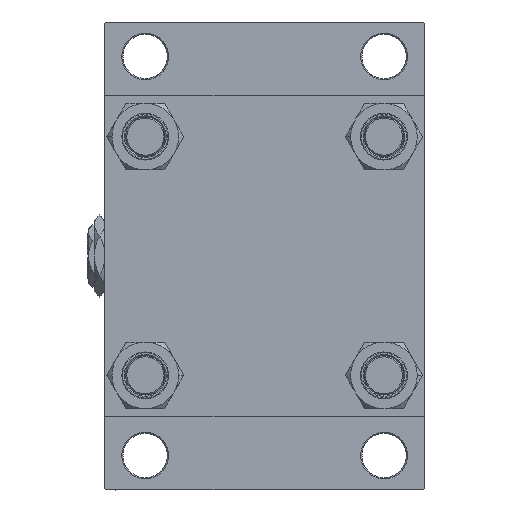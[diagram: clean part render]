
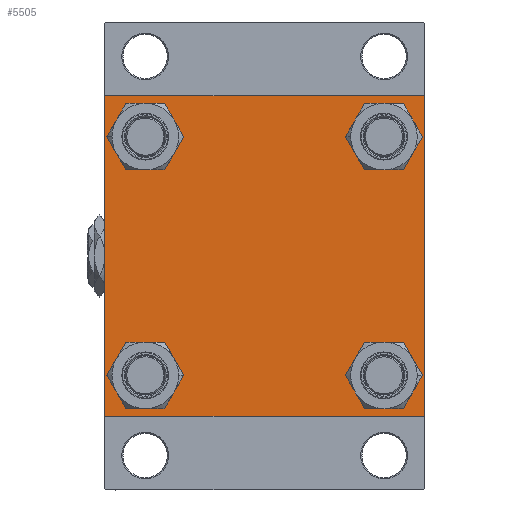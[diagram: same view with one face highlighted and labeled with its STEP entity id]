
A CAD part, left-side view. The second image highlights one B-rep face of the part: STEP entity #5505.
In plain terms, the highlighted planar face has unit normal (-1, 0, 0).
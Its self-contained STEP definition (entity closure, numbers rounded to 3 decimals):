
#146 = CARTESIAN_POINT ( 'NONE',  ( 0., -64.5, -65. ) ) ;
#293 = CARTESIAN_POINT ( 'NONE',  ( 0., -48.45, -48.45 ) ) ;
#306 = DIRECTION ( 'NONE',  ( 0., 0., 1. ) ) ;
#1925 = ORIENTED_EDGE ( 'NONE', *, *, #2969, .F. ) ;
#2476 = ORIENTED_EDGE ( 'NONE', *, *, #9884, .T. ) ;
#2969 = EDGE_CURVE ( 'NONE', #21867, #35791, #37065, .T. ) ;
#3356 = FACE_BOUND ( 'NONE', #15006, .T. ) ;
#3613 = FACE_BOUND ( 'NONE', #4881, .T. ) ;
#3632 = CARTESIAN_POINT ( 'NONE',  ( 0., 64.75, -64.75 ) ) ;
#3992 = DIRECTION ( 'NONE',  ( 0., 0., 1. ) ) ;
#4079 = CIRCLE ( 'NONE', #22670, 8.5 ) ;
#4084 = CARTESIAN_POINT ( 'NONE',  ( 0., -48.45, -56.95 ) ) ;
#4244 = CARTESIAN_POINT ( 'NONE',  ( 0., 48.45, -39.95 ) ) ;
#4446 = ORIENTED_EDGE ( 'NONE', *, *, #6427, .T. ) ;
#4625 = VERTEX_POINT ( 'NONE', #13800 ) ;
#4881 = EDGE_LOOP ( 'NONE', ( #7204, #38514 ) ) ;
#5481 = DIRECTION ( 'NONE',  ( 0., -1., 0. ) ) ;
#5505 = ADVANCED_FACE ( 'NONE', ( #10940, #3613, #26852, #3356, #49133 ), #34214, .T. ) ;
#6168 = CARTESIAN_POINT ( 'NONE',  ( 0., 48.45, -48.45 ) ) ;
#6215 = LINE ( 'NONE', #40637, #42215 ) ;
#6427 = EDGE_CURVE ( 'NONE', #28326, #35791, #15722, .T. ) ;
#7204 = ORIENTED_EDGE ( 'NONE', *, *, #26627, .T. ) ;
#7870 = DIRECTION ( 'NONE',  ( 0., 0., 1. ) ) ;
#9095 = CIRCLE ( 'NONE', #41430, 8.5 ) ;
#9167 = ORIENTED_EDGE ( 'NONE', *, *, #45900, .T. ) ;
#9265 = EDGE_CURVE ( 'NONE', #38863, #28326, #6215, .T. ) ;
#9884 = EDGE_CURVE ( 'NONE', #16789, #38863, #22829, .T. ) ;
#10250 = CARTESIAN_POINT ( 'NONE',  ( 0., -65., 65. ) ) ;
#10682 = CIRCLE ( 'NONE', #47739, 8.5 ) ;
#10940 = FACE_BOUND ( 'NONE', #42735, .T. ) ;
#11494 = LINE ( 'NONE', #26931, #41348 ) ;
#11941 = CARTESIAN_POINT ( 'NONE',  ( 0., 65., -64.5 ) ) ;
#11973 = CARTESIAN_POINT ( 'NONE',  ( 0., 64.5, 65. ) ) ;
#12026 = VERTEX_POINT ( 'NONE', #19145 ) ;
#12551 = CARTESIAN_POINT ( 'NONE',  ( 0., 48.45, 39.95 ) ) ;
#12556 = CARTESIAN_POINT ( 'NONE',  ( 0., 65., 65. ) ) ;
#13244 = DIRECTION ( 'NONE',  ( 0., 0.707, -0.707 ) ) ;
#13449 = CIRCLE ( 'NONE', #41746, 8.5 ) ;
#13462 = CARTESIAN_POINT ( 'NONE',  ( 0., 48.45, -56.95 ) ) ;
#13770 = VERTEX_POINT ( 'NONE', #25463 ) ;
#13800 = CARTESIAN_POINT ( 'NONE',  ( 0., -48.45, -39.95 ) ) ;
#13978 = LINE ( 'NONE', #12556, #35156 ) ;
#14000 = DIRECTION ( 'NONE',  ( 1., 0., 0. ) ) ;
#14328 = CARTESIAN_POINT ( 'NONE',  ( 0., 48.45, 56.95 ) ) ;
#14469 = DIRECTION ( 'NONE',  ( -1., 0., 0. ) ) ;
#14702 = CARTESIAN_POINT ( 'NONE',  ( 0., -48.45, 48.45 ) ) ;
#15006 = EDGE_LOOP ( 'NONE', ( #40334, #27783 ) ) ;
#15342 = DIRECTION ( 'NONE',  ( 1., 0., 0. ) ) ;
#15576 = ORIENTED_EDGE ( 'NONE', *, *, #9265, .T. ) ;
#15722 = LINE ( 'NONE', #31164, #21896 ) ;
#15915 = DIRECTION ( 'NONE',  ( 0., 0., 1. ) ) ;
#16078 = VECTOR ( 'NONE', #18342, 1000. ) ;
#16356 = CARTESIAN_POINT ( 'NONE',  ( 0., 48.45, 48.45 ) ) ;
#16789 = VERTEX_POINT ( 'NONE', #11941 ) ;
#17076 = CIRCLE ( 'NONE', #39705, 8.5 ) ;
#18342 = DIRECTION ( 'NONE',  ( 0., 0., -1. ) ) ;
#18605 = EDGE_CURVE ( 'NONE', #12026, #16789, #13978, .T. ) ;
#18621 = CARTESIAN_POINT ( 'NONE',  ( 0., 65., 65. ) ) ;
#19005 = EDGE_CURVE ( 'NONE', #40518, #4625, #23052, .T. ) ;
#19145 = CARTESIAN_POINT ( 'NONE',  ( 0., 65., 64.5 ) ) ;
#19251 = CARTESIAN_POINT ( 'NONE',  ( 0., 0., 0. ) ) ;
#19492 = CARTESIAN_POINT ( 'NONE',  ( 0., -48.45, -48.45 ) ) ;
#20821 = LINE ( 'NONE', #28165, #41715 ) ;
#21070 = VERTEX_POINT ( 'NONE', #42578 ) ;
#21587 = DIRECTION ( 'NONE',  ( 0., 0., 1. ) ) ;
#21867 = VERTEX_POINT ( 'NONE', #29950 ) ;
#21896 = VECTOR ( 'NONE', #27350, 1000. ) ;
#22189 = CARTESIAN_POINT ( 'NONE',  ( 0., 48.45, -48.45 ) ) ;
#22428 = ORIENTED_EDGE ( 'NONE', *, *, #33124, .F. ) ;
#22437 = DIRECTION ( 'NONE',  ( 0., 0., 1. ) ) ;
#22670 = AXIS2_PLACEMENT_3D ( 'NONE', #22189, #15342, #22437 ) ;
#22829 = LINE ( 'NONE', #3632, #23625 ) ;
#22919 = ORIENTED_EDGE ( 'NONE', *, *, #41599, .T. ) ;
#23052 = CIRCLE ( 'NONE', #32752, 8.5 ) ;
#23122 = DIRECTION ( 'NONE',  ( 0., 0.707, 0.707 ) ) ;
#23625 = VECTOR ( 'NONE', #38271, 1000. ) ;
#24150 = ORIENTED_EDGE ( 'NONE', *, *, #28355, .T. ) ;
#24749 = EDGE_CURVE ( 'NONE', #21070, #13770, #25094, .T. ) ;
#25084 = EDGE_CURVE ( 'NONE', #33882, #31785, #4079, .T. ) ;
#25094 = CIRCLE ( 'NONE', #33179, 8.5 ) ;
#25463 = CARTESIAN_POINT ( 'NONE',  ( 0., -48.45, 56.95 ) ) ;
#25975 = LINE ( 'NONE', #18621, #44673 ) ;
#26627 = EDGE_CURVE ( 'NONE', #4625, #40518, #17076, .T. ) ;
#26852 = FACE_BOUND ( 'NONE', #31466, .T. ) ;
#26931 = CARTESIAN_POINT ( 'NONE',  ( 0., -64.75, 64.75 ) ) ;
#27350 = DIRECTION ( 'NONE',  ( 0., -0.707, 0.707 ) ) ;
#27783 = ORIENTED_EDGE ( 'NONE', *, *, #29052, .T. ) ;
#28151 = VERTEX_POINT ( 'NONE', #12551 ) ;
#28165 = CARTESIAN_POINT ( 'NONE',  ( 0., 64.75, 64.75 ) ) ;
#28326 = VERTEX_POINT ( 'NONE', #146 ) ;
#28355 = EDGE_CURVE ( 'NONE', #21867, #48201, #11494, .T. ) ;
#29052 = EDGE_CURVE ( 'NONE', #28151, #44278, #10682, .T. ) ;
#29339 = DIRECTION ( 'NONE',  ( 0., 0., 1. ) ) ;
#29950 = CARTESIAN_POINT ( 'NONE',  ( 0., -65., 64.5 ) ) ;
#31135 = DIRECTION ( 'NONE',  ( 1., 0., 0. ) ) ;
#31149 = CARTESIAN_POINT ( 'NONE',  ( 0., 64.5, -65. ) ) ;
#31164 = CARTESIAN_POINT ( 'NONE',  ( 0., -64.75, -64.75 ) ) ;
#31466 = EDGE_LOOP ( 'NONE', ( #9167, #47177 ) ) ;
#31785 = VERTEX_POINT ( 'NONE', #4244 ) ;
#32752 = AXIS2_PLACEMENT_3D ( 'NONE', #293, #43242, #15915 ) ;
#33124 = EDGE_CURVE ( 'NONE', #35194, #48201, #25975, .T. ) ;
#33179 = AXIS2_PLACEMENT_3D ( 'NONE', #49078, #40736, #29339 ) ;
#33882 = VERTEX_POINT ( 'NONE', #13462 ) ;
#34214 = PLANE ( 'NONE',  #43694 ) ;
#34686 = DIRECTION ( 'NONE',  ( 1., 0., 0. ) ) ;
#35156 = VECTOR ( 'NONE', #35836, 1000. ) ;
#35194 = VERTEX_POINT ( 'NONE', #11973 ) ;
#35534 = CARTESIAN_POINT ( 'NONE',  ( 0., 48.45, 48.45 ) ) ;
#35541 = ORIENTED_EDGE ( 'NONE', *, *, #49387, .T. ) ;
#35791 = VERTEX_POINT ( 'NONE', #35952 ) ;
#35836 = DIRECTION ( 'NONE',  ( 0., 0., -1. ) ) ;
#35952 = CARTESIAN_POINT ( 'NONE',  ( 0., -65., -64.5 ) ) ;
#36030 = AXIS2_PLACEMENT_3D ( 'NONE', #16356, #46242, #3992 ) ;
#36523 = CARTESIAN_POINT ( 'NONE',  ( 0., -64.5, 65. ) ) ;
#37065 = LINE ( 'NONE', #10250, #16078 ) ;
#38271 = DIRECTION ( 'NONE',  ( 0., -0.707, -0.707 ) ) ;
#38514 = ORIENTED_EDGE ( 'NONE', *, *, #19005, .T. ) ;
#38863 = VERTEX_POINT ( 'NONE', #31149 ) ;
#39705 = AXIS2_PLACEMENT_3D ( 'NONE', #19492, #34686, #7870 ) ;
#40334 = ORIENTED_EDGE ( 'NONE', *, *, #43309, .T. ) ;
#40518 = VERTEX_POINT ( 'NONE', #4084 ) ;
#40637 = CARTESIAN_POINT ( 'NONE',  ( 0., 65., -65. ) ) ;
#40736 = DIRECTION ( 'NONE',  ( 1., 0., 0. ) ) ;
#41348 = VECTOR ( 'NONE', #23122, 1000. ) ;
#41430 = AXIS2_PLACEMENT_3D ( 'NONE', #14702, #31135, #306 ) ;
#41599 = EDGE_CURVE ( 'NONE', #35194, #12026, #20821, .T. ) ;
#41667 = ORIENTED_EDGE ( 'NONE', *, *, #24749, .T. ) ;
#41715 = VECTOR ( 'NONE', #13244, 1000. ) ;
#41746 = AXIS2_PLACEMENT_3D ( 'NONE', #6168, #14000, #21587 ) ;
#42215 = VECTOR ( 'NONE', #5481, 1000. ) ;
#42578 = CARTESIAN_POINT ( 'NONE',  ( 0., -48.45, 39.95 ) ) ;
#42735 = EDGE_LOOP ( 'NONE', ( #35541, #41667 ) ) ;
#42879 = DIRECTION ( 'NONE',  ( 1., 0., 0. ) ) ;
#43242 = DIRECTION ( 'NONE',  ( 1., 0., 0. ) ) ;
#43284 = CIRCLE ( 'NONE', #36030, 8.5 ) ;
#43309 = EDGE_CURVE ( 'NONE', #44278, #28151, #43284, .T. ) ;
#43694 = AXIS2_PLACEMENT_3D ( 'NONE', #19251, #14469, #49644 ) ;
#44278 = VERTEX_POINT ( 'NONE', #14328 ) ;
#44673 = VECTOR ( 'NONE', #49501, 1000. ) ;
#45900 = EDGE_CURVE ( 'NONE', #31785, #33882, #13449, .T. ) ;
#46242 = DIRECTION ( 'NONE',  ( 1., 0., 0. ) ) ;
#47177 = ORIENTED_EDGE ( 'NONE', *, *, #25084, .T. ) ;
#47182 = DIRECTION ( 'NONE',  ( 0., 0., 1. ) ) ;
#47428 = EDGE_LOOP ( 'NONE', ( #49424, #2476, #15576, #4446, #1925, #24150, #22428, #22919 ) ) ;
#47739 = AXIS2_PLACEMENT_3D ( 'NONE', #35534, #42879, #47182 ) ;
#48201 = VERTEX_POINT ( 'NONE', #36523 ) ;
#49078 = CARTESIAN_POINT ( 'NONE',  ( 0., -48.45, 48.45 ) ) ;
#49133 = FACE_OUTER_BOUND ( 'NONE', #47428, .T. ) ;
#49387 = EDGE_CURVE ( 'NONE', #13770, #21070, #9095, .T. ) ;
#49424 = ORIENTED_EDGE ( 'NONE', *, *, #18605, .T. ) ;
#49501 = DIRECTION ( 'NONE',  ( 0., -1., 0. ) ) ;
#49644 = DIRECTION ( 'NONE',  ( 0., 0., 1. ) ) ;
